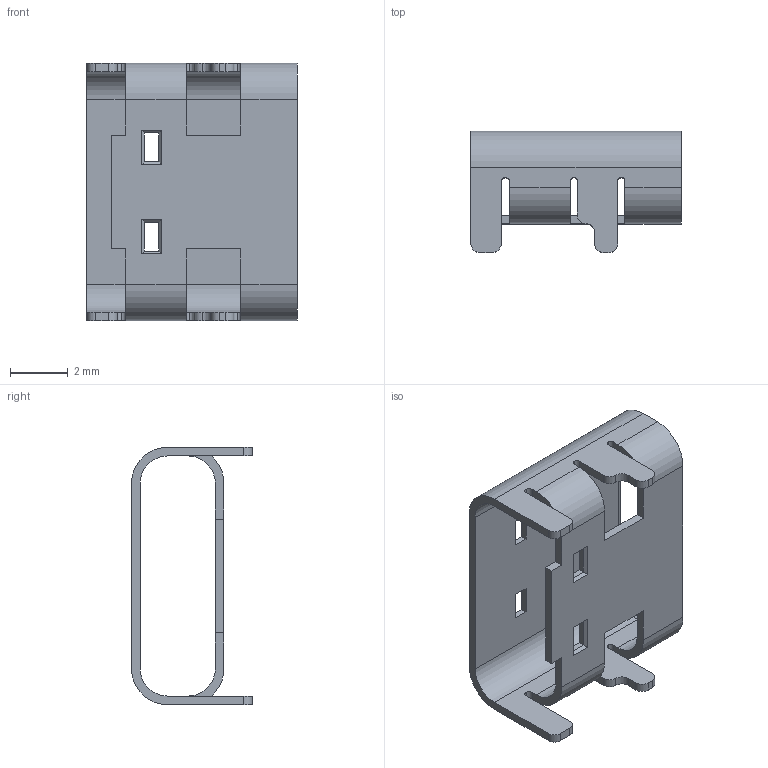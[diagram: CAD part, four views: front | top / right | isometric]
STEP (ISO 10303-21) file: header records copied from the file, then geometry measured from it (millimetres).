
FILE_DESCRIPTION(/* description */ ('STEP AP242','CAx-IF Rec.Pracs.---Representation and Presentation of Product Manufacturing Information (PMI)---4.0---2014-10-13','CAx-IF Rec.Pracs.---3D Tessellated Geometry---0.4---2014-09-14','2;1'),/* implementation_level */ '2;1');
FILE_NAME(/* name */ '6826320d974122788220f4e4',/* time_stamp */ '2025-05-15T18:27:25Z',/* author */ (''),/* organization */ (''),/* preprocessor_version */ 'ST-DEVELOPER v20',/* originating_system */ 'ONSHAPE BY PTC INC, 1.197',/* authorisation */ ' ');
FILE_SCHEMA (('AP242_MANAGED_MODEL_BASED_3D_ENGINEERING_MIM_LF { 1 0 10303 442 1 1 4 }'));
Length unit declared in the file: metre
Products named in the file (1): usbc
Bounding box: 7.3 x 4.2 x 8.94 mm (x, y, z)
Volume: 41.3 mm3; surface area: 305 mm2
Topology: 1 solids, 1 shells, 109 faces, 312 edges, 200 vertices
Faces by surface type: plane 69, cylinder 36, cone 4
Entity records: 3580 total; most frequent: ORIENTED_EDGE 624, CARTESIAN_POINT 622, DIRECTION 608, EDGE_CURVE 312, LINE 236, VECTOR 236, VERTEX_POINT 200, AXIS2_PLACEMENT_3D 186
